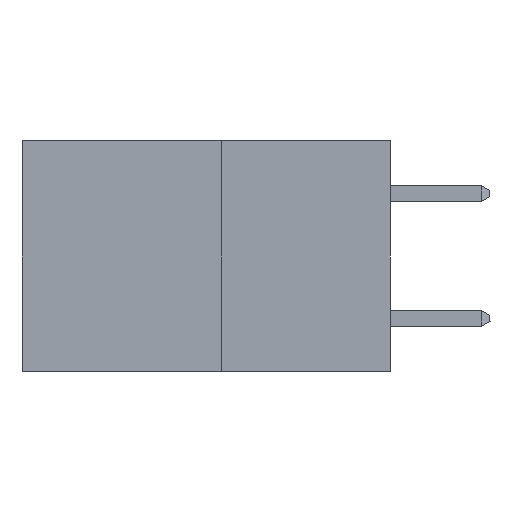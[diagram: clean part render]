
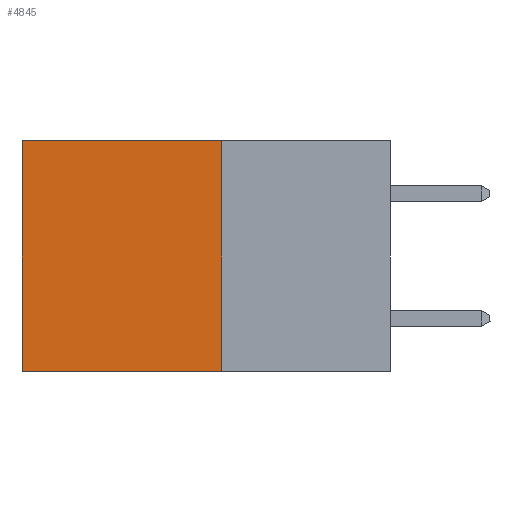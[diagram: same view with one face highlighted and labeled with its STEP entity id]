
A CAD part, left-side view. The second image highlights one B-rep face of the part: STEP entity #4845.
In plain terms, the highlighted planar face has unit normal (-1, 0, 0).
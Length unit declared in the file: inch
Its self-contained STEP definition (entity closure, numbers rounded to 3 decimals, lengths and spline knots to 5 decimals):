
#230 = ORIENTED_EDGE ( 'NONE', *, *, #31775, .F. ) ;
#282 = VERTEX_POINT ( 'NONE', #9983 ) ;
#2123 = DIRECTION ( 'NONE',  ( 0., 0., -1. ) ) ;
#3323 = DIRECTION ( 'NONE',  ( 0., 0., -1. ) ) ;
#4845 = ADVANCED_FACE ( 'NONE', ( #13324 ), #22682, .F. ) ;
#5364 = VERTEX_POINT ( 'NONE', #9473 ) ;
#7113 = CARTESIAN_POINT ( 'NONE',  ( 0.277, 0.27, 0. ) ) ;
#9022 = EDGE_CURVE ( 'NONE', #5364, #14519, #30055, .T. ) ;
#9418 = ORIENTED_EDGE ( 'NONE', *, *, #27360, .T. ) ;
#9473 = CARTESIAN_POINT ( 'NONE',  ( 0.277, 0.27, -0.37 ) ) ;
#9983 = CARTESIAN_POINT ( 'NONE',  ( 0.277, 0.27, 0. ) ) ;
#10471 = LINE ( 'NONE', #7113, #21415 ) ;
#11166 = EDGE_CURVE ( 'NONE', #11852, #14519, #26421, .T. ) ;
#11852 = VERTEX_POINT ( 'NONE', #31287 ) ;
#13324 = FACE_OUTER_BOUND ( 'NONE', #25898, .T. ) ;
#13468 = ORIENTED_EDGE ( 'NONE', *, *, #11166, .T. ) ;
#14415 = VECTOR ( 'NONE', #2123, 39.37008 ) ;
#14519 = VERTEX_POINT ( 'NONE', #31111 ) ;
#15778 = ORIENTED_EDGE ( 'NONE', *, *, #9022, .F. ) ;
#16529 = CARTESIAN_POINT ( 'NONE',  ( 0.277, 0.27, -0.37 ) ) ;
#16924 = DIRECTION ( 'NONE',  ( 0., 1., 0. ) ) ;
#17273 = CARTESIAN_POINT ( 'NONE',  ( 0.277, 0.27, -0.37 ) ) ;
#18799 = AXIS2_PLACEMENT_3D ( 'NONE', #29251, #20969, #29647 ) ;
#19634 = DIRECTION ( 'NONE',  ( 0., 1., 0. ) ) ;
#20969 = DIRECTION ( 'NONE',  ( 1., 0., 0. ) ) ;
#21415 = VECTOR ( 'NONE', #19634, 39.37008 ) ;
#22682 = PLANE ( 'NONE',  #18799 ) ;
#23436 = VECTOR ( 'NONE', #16924, 39.37008 ) ;
#25618 = VECTOR ( 'NONE', #3323, 39.37008 ) ;
#25898 = EDGE_LOOP ( 'NONE', ( #13468, #15778, #230, #9418 ) ) ;
#26421 = LINE ( 'NONE', #28440, #25618 ) ;
#27360 = EDGE_CURVE ( 'NONE', #282, #11852, #10471, .T. ) ;
#28440 = CARTESIAN_POINT ( 'NONE',  ( 0.277, 0.59, -0.37 ) ) ;
#28546 = LINE ( 'NONE', #17273, #14415 ) ;
#29251 = CARTESIAN_POINT ( 'NONE',  ( 0.277, 0.27, -0.37 ) ) ;
#29647 = DIRECTION ( 'NONE',  ( 0., 0., -1. ) ) ;
#30055 = LINE ( 'NONE', #16529, #23436 ) ;
#31111 = CARTESIAN_POINT ( 'NONE',  ( 0.277, 0.59, -0.37 ) ) ;
#31287 = CARTESIAN_POINT ( 'NONE',  ( 0.277, 0.59, 0. ) ) ;
#31775 = EDGE_CURVE ( 'NONE', #282, #5364, #28546, .T. ) ;
